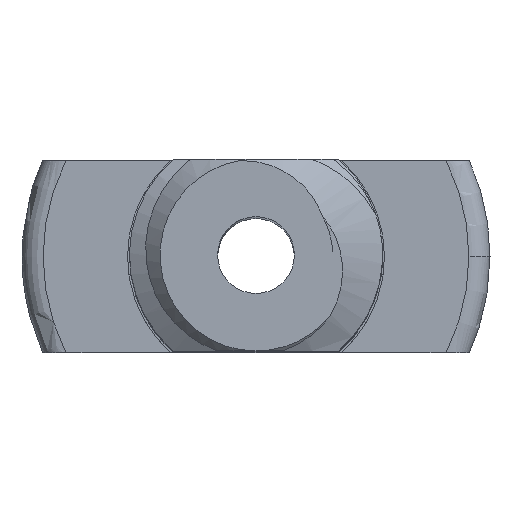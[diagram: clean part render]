
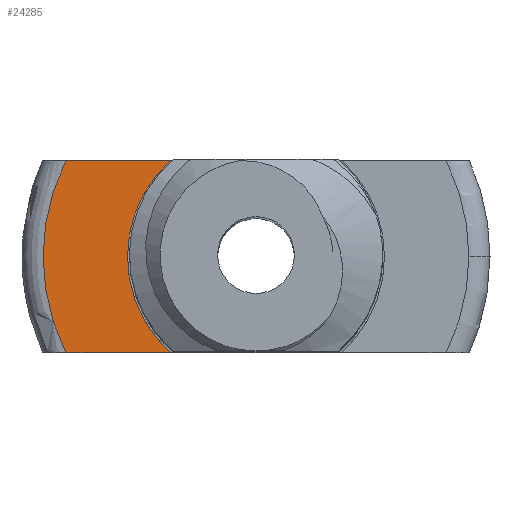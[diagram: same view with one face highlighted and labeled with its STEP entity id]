
A CAD part, top view. The second image highlights one B-rep face of the part: STEP entity #24285.
In plain terms, the highlighted planar face has unit normal (0, 0, 1).
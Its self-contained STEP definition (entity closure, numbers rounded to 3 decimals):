
#5438 = PLANE('',#5439);
#5439 = AXIS2_PLACEMENT_3D('',#5440,#5441,#5442);
#5440 = CARTESIAN_POINT('',(12.5,-2.5,42.071));
#5441 = DIRECTION('',(0.,1.,0.));
#5442 = DIRECTION('',(-1.,0.,0.));
#6227 = PLANE('',#6228);
#6228 = AXIS2_PLACEMENT_3D('',#6229,#6230,#6231);
#6229 = CARTESIAN_POINT('',(-12.5,2.5,42.071));
#6230 = DIRECTION('',(0.,-1.,0.));
#6231 = DIRECTION('',(1.,0.,0.));
#8651 = VERTEX_POINT('',#8652);
#8652 = CARTESIAN_POINT('',(-4.955,-2.5,0.));
#8704 = TOROIDAL_SURFACE('',#8705,5.55,0.55);
#8705 = AXIS2_PLACEMENT_3D('',#8706,#8707,#8708);
#8706 = CARTESIAN_POINT('',(0.,0.,-0.55)
  );
#8707 = DIRECTION('',(0.,0.,1.));
#8708 = DIRECTION('',(1.,0.,0.));
#8735 = EDGE_CURVE('',#8736,#8651,#8738,.T.);
#8736 = VERTEX_POINT('',#8737);
#8737 = CARTESIAN_POINT('',(-2.23,-2.5,0.));
#8738 = SURFACE_CURVE('',#8739,(#8743,#8750),.PCURVE_S1.);
#8739 = LINE('',#8740,#8741);
#8740 = CARTESIAN_POINT('',(6.25,-2.5,0.));
#8741 = VECTOR('',#8742,1.);
#8742 = DIRECTION('',(-1.,0.,0.));
#8743 = PCURVE('',#5438,#8744);
#8744 = DEFINITIONAL_REPRESENTATION('',(#8745),#8749);
#8745 = LINE('',#8746,#8747);
#8746 = CARTESIAN_POINT('',(6.25,-42.071));
#8747 = VECTOR('',#8748,1.);
#8748 = DIRECTION('',(1.,0.));
#8749 = ( GEOMETRIC_REPRESENTATION_CONTEXT(2) 
PARAMETRIC_REPRESENTATION_CONTEXT() REPRESENTATION_CONTEXT('2D SPACE',''
  ) );
#8750 = PCURVE('',#8751,#8756);
#8751 = PLANE('',#8752);
#8752 = AXIS2_PLACEMENT_3D('',#8753,#8754,#8755);
#8753 = CARTESIAN_POINT('',(0.,0.,
    0.));
#8754 = DIRECTION('',(0.,0.,-1.));
#8755 = DIRECTION('',(1.,0.,0.));
#8756 = DEFINITIONAL_REPRESENTATION('',(#8757),#8761);
#8757 = LINE('',#8758,#8759);
#8758 = CARTESIAN_POINT('',(6.25,2.5));
#8759 = VECTOR('',#8760,1.);
#8760 = DIRECTION('',(-1.,0.));
#8761 = ( GEOMETRIC_REPRESENTATION_CONTEXT(2) 
PARAMETRIC_REPRESENTATION_CONTEXT() REPRESENTATION_CONTEXT('2D SPACE',''
  ) );
#8777 = CYLINDRICAL_SURFACE('',#8778,3.35);
#8778 = AXIS2_PLACEMENT_3D('',#8779,#8780,#8781);
#8779 = CARTESIAN_POINT('',(0.,0.,1.8)
  );
#8780 = DIRECTION('',(0.,0.,-1.));
#8781 = DIRECTION('',(1.,0.,0.));
#22060 = VERTEX_POINT('',#22061);
#22061 = CARTESIAN_POINT('',(-2.23,2.5,0.));
#22082 = EDGE_CURVE('',#22083,#22060,#22085,.T.);
#22083 = VERTEX_POINT('',#22084);
#22084 = CARTESIAN_POINT('',(-4.955,2.5,0.));
#22085 = SURFACE_CURVE('',#22086,(#22090,#22097),.PCURVE_S1.);
#22086 = LINE('',#22087,#22088);
#22087 = CARTESIAN_POINT('',(-6.25,2.5,0.));
#22088 = VECTOR('',#22089,1.);
#22089 = DIRECTION('',(1.,0.,0.));
#22090 = PCURVE('',#6227,#22091);
#22091 = DEFINITIONAL_REPRESENTATION('',(#22092),#22096);
#22092 = LINE('',#22093,#22094);
#22093 = CARTESIAN_POINT('',(6.25,-42.071));
#22094 = VECTOR('',#22095,1.);
#22095 = DIRECTION('',(1.,0.));
#22096 = ( GEOMETRIC_REPRESENTATION_CONTEXT(2) 
PARAMETRIC_REPRESENTATION_CONTEXT() REPRESENTATION_CONTEXT('2D SPACE',''
  ) );
#22097 = PCURVE('',#8751,#22098);
#22098 = DEFINITIONAL_REPRESENTATION('',(#22099),#22103);
#22099 = LINE('',#22100,#22101);
#22100 = CARTESIAN_POINT('',(-6.25,-2.5));
#22101 = VECTOR('',#22102,1.);
#22102 = DIRECTION('',(1.,0.));
#22103 = ( GEOMETRIC_REPRESENTATION_CONTEXT(2) 
PARAMETRIC_REPRESENTATION_CONTEXT() REPRESENTATION_CONTEXT('2D SPACE',''
  ) );
#23817 = EDGE_CURVE('',#8736,#22060,#23818,.T.);
#23818 = SURFACE_CURVE('',#23819,(#23824,#23831),.PCURVE_S1.);
#23819 = CIRCLE('',#23820,3.35);
#23820 = AXIS2_PLACEMENT_3D('',#23821,#23822,#23823);
#23821 = CARTESIAN_POINT('',(0.,0.,
    0.));
#23822 = DIRECTION('',(0.,0.,-1.));
#23823 = DIRECTION('',(1.,0.,0.));
#23824 = PCURVE('',#8777,#23825);
#23825 = DEFINITIONAL_REPRESENTATION('',(#23826),#23830);
#23826 = LINE('',#23827,#23828);
#23827 = CARTESIAN_POINT('',(0.,1.8));
#23828 = VECTOR('',#23829,1.);
#23829 = DIRECTION('',(1.,0.));
#23830 = ( GEOMETRIC_REPRESENTATION_CONTEXT(2) 
PARAMETRIC_REPRESENTATION_CONTEXT() REPRESENTATION_CONTEXT('2D SPACE',''
  ) );
#23831 = PCURVE('',#8751,#23832);
#23832 = DEFINITIONAL_REPRESENTATION('',(#23833),#23837);
#23833 = CIRCLE('',#23834,3.35);
#23834 = AXIS2_PLACEMENT_2D('',#23835,#23836);
#23835 = CARTESIAN_POINT('',(0.,0.));
#23836 = DIRECTION('',(1.,0.));
#23837 = ( GEOMETRIC_REPRESENTATION_CONTEXT(2) 
PARAMETRIC_REPRESENTATION_CONTEXT() REPRESENTATION_CONTEXT('2D SPACE',''
  ) );
#24285 = ADVANCED_FACE('',(#24286),#8751,.F.);
#24286 = FACE_BOUND('',#24287,.T.);
#24287 = EDGE_LOOP('',(#24288,#24289,#24290,#24291));
#24288 = ORIENTED_EDGE('',*,*,#8735,.F.);
#24289 = ORIENTED_EDGE('',*,*,#23817,.T.);
#24290 = ORIENTED_EDGE('',*,*,#22082,.F.);
#24291 = ORIENTED_EDGE('',*,*,#24292,.F.);
#24292 = EDGE_CURVE('',#8651,#22083,#24293,.T.);
#24293 = SURFACE_CURVE('',#24294,(#24299,#24306),.PCURVE_S1.);
#24294 = CIRCLE('',#24295,5.55);
#24295 = AXIS2_PLACEMENT_3D('',#24296,#24297,#24298);
#24296 = CARTESIAN_POINT('',(0.,0.,
    0.));
#24297 = DIRECTION('',(0.,0.,-1.));
#24298 = DIRECTION('',(1.,0.,0.));
#24299 = PCURVE('',#8751,#24300);
#24300 = DEFINITIONAL_REPRESENTATION('',(#24301),#24305);
#24301 = CIRCLE('',#24302,5.55);
#24302 = AXIS2_PLACEMENT_2D('',#24303,#24304);
#24303 = CARTESIAN_POINT('',(0.,0.));
#24304 = DIRECTION('',(1.,0.));
#24305 = ( GEOMETRIC_REPRESENTATION_CONTEXT(2) 
PARAMETRIC_REPRESENTATION_CONTEXT() REPRESENTATION_CONTEXT('2D SPACE',''
  ) );
#24306 = PCURVE('',#8704,#24307);
#24307 = DEFINITIONAL_REPRESENTATION('',(#24308),#24312);
#24308 = LINE('',#24309,#24310);
#24309 = CARTESIAN_POINT('',(0.,7.854));
#24310 = VECTOR('',#24311,1.);
#24311 = DIRECTION('',(-1.,0.));
#24312 = ( GEOMETRIC_REPRESENTATION_CONTEXT(2) 
PARAMETRIC_REPRESENTATION_CONTEXT() REPRESENTATION_CONTEXT('2D SPACE',''
  ) );
